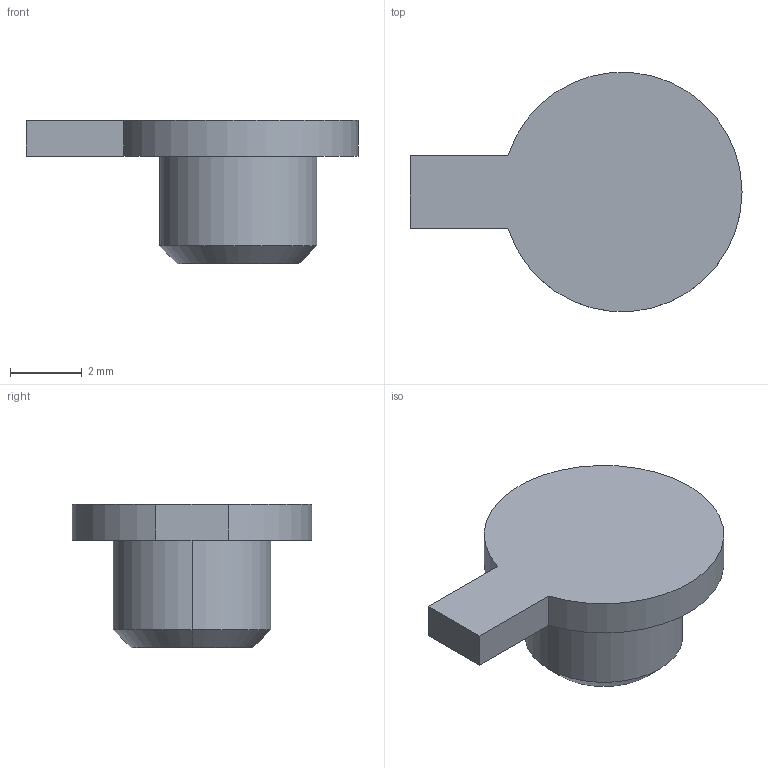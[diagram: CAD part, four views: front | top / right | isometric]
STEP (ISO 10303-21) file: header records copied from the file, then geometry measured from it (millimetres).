
FILE_DESCRIPTION (( 'STEP AP214' ), '1' );
FILE_NAME ('Button Test.STEP', '2024-12-25T22:26:01', ( '' ), ( '' ), 'SwSTEP 2.0', 'SolidWorks 2024', '' );
FILE_SCHEMA (( 'AUTOMOTIVE_DESIGN' ));
Length unit declared in the file: millimetre
Products named in the file (1): Button Test
Bounding box: 9.28 x 6.68 x 4 mm (x, y, z)
Volume: 84.6 mm3; surface area: 144.8 mm2
Topology: 1 solids, 1 shells, 12 faces, 25 edges, 16 vertices
Faces by surface type: plane 6, cylinder 4, cone 2
Entity records: 346 total; most frequent: DIRECTION 61, CARTESIAN_POINT 54, ORIENTED_EDGE 50, EDGE_CURVE 25, AXIS2_PLACEMENT_3D 23, VERTEX_POINT 16, VECTOR 15, LINE 15
